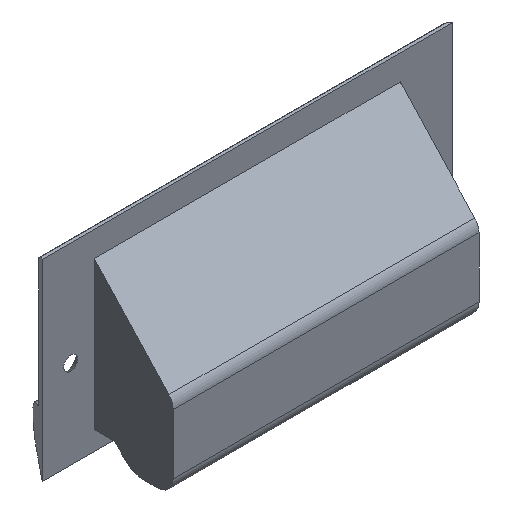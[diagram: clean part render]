
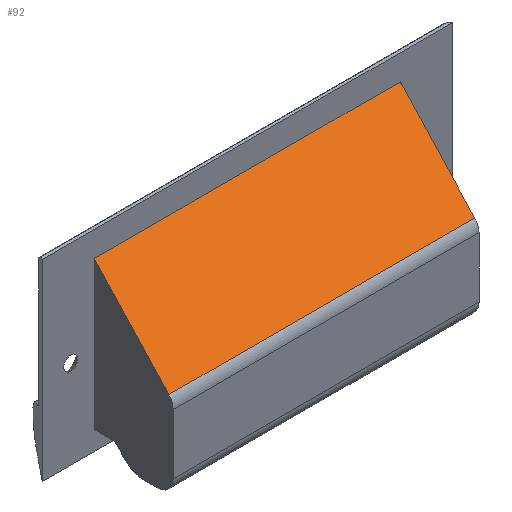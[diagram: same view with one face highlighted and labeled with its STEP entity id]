
A CAD part, isometric view. The second image highlights one B-rep face of the part: STEP entity #92.
In plain terms, the highlighted planar face has unit normal (0, -0.734, 0.679).
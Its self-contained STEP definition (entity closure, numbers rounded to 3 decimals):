
#92 = ADVANCED_FACE( '', ( #198 ), #199, .F. );
#198 = FACE_OUTER_BOUND( '', #315, .T. );
#199 = PLANE( '', #316 );
#315 = EDGE_LOOP( '', ( #521, #522, #523, #524 ) );
#316 = AXIS2_PLACEMENT_3D( '', #525, #526, #527 );
#521 = ORIENTED_EDGE( '', *, *, #683, .F. );
#522 = ORIENTED_EDGE( '', *, *, #743, .T. );
#523 = ORIENTED_EDGE( '', *, *, #764, .T. );
#524 = ORIENTED_EDGE( '', *, *, #765, .F. );
#525 = CARTESIAN_POINT( '', ( 65., 0., 47. ) );
#526 = DIRECTION( '', ( 0., 0.734, -0.679 ) );
#527 = DIRECTION( '', ( 0., 0.679, 0.734 ) );
#683 = EDGE_CURVE( '', #805, #806, #807, .T. );
#743 = EDGE_CURVE( '', #805, #906, #907, .T. );
#764 = EDGE_CURVE( '', #906, #936, #937, .T. );
#765 = EDGE_CURVE( '', #806, #936, #938, .T. );
#805 = VERTEX_POINT( '', #987 );
#806 = VERTEX_POINT( '', #988 );
#807 = LINE( '', #989, #990 );
#906 = VERTEX_POINT( '', #1130 );
#907 = LINE( '', #1131, #1132 );
#936 = VERTEX_POINT( '', #1172 );
#937 = LINE( '', #1173, #1174 );
#938 = LINE( '', #1175, #1176 );
#987 = CARTESIAN_POINT( '', ( 48.5, 0., 47. ) );
#988 = CARTESIAN_POINT( '', ( 48.5, -23.669, 21.438 ) );
#989 = CARTESIAN_POINT( '', ( 48.5, 0., 47. ) );
#990 = VECTOR( '', #1246, 1000. );
#1130 = CARTESIAN_POINT( '', ( -48.5, 0., 47. ) );
#1131 = CARTESIAN_POINT( '', ( 65., 0., 47. ) );
#1132 = VECTOR( '', #1316, 1000. );
#1172 = CARTESIAN_POINT( '', ( -48.5, -23.669, 21.438 ) );
#1173 = CARTESIAN_POINT( '', ( -48.5, 0., 47. ) );
#1174 = VECTOR( '', #1340, 1000. );
#1175 = CARTESIAN_POINT( '', ( 65., -23.669, 21.438 ) );
#1176 = VECTOR( '', #1341, 1000. );
#1246 = DIRECTION( '', ( 0., -0.679, -0.734 ) );
#1316 = DIRECTION( '', ( -1., 0., 0. ) );
#1340 = DIRECTION( '', ( 0., -0.679, -0.734 ) );
#1341 = DIRECTION( '', ( -1., 0., 0. ) );
